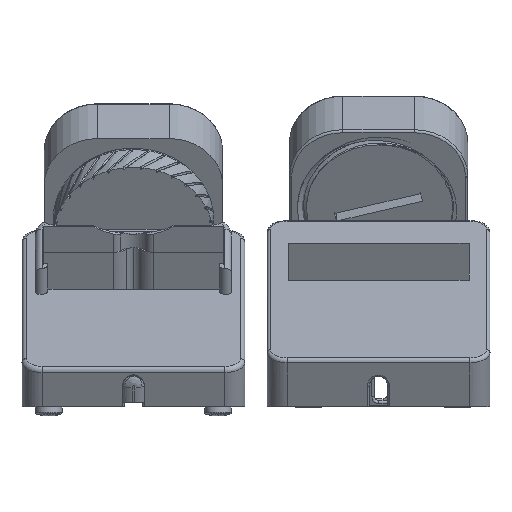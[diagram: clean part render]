
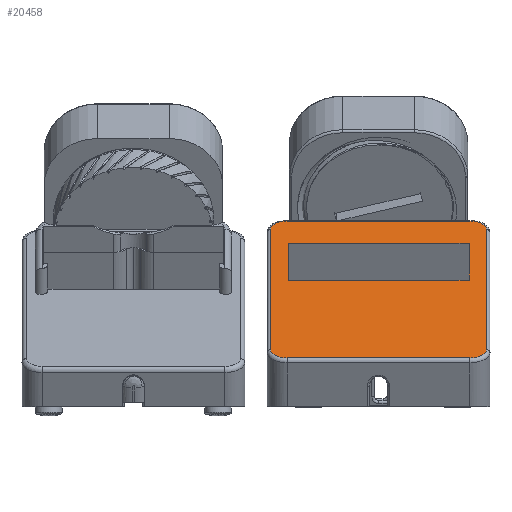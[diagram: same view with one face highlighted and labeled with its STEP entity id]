
A CAD part, left-side view. The second image highlights one B-rep face of the part: STEP entity #20458.
In plain terms, the highlighted face is planar.
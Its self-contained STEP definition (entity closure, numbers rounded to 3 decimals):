
#582=FACE_BOUND('',#3476,.T.);
#1165=PLANE('',#22804);
#2239=FACE_OUTER_BOUND('',#3475,.T.);
#3475=EDGE_LOOP('',(#18262,#18263,#18264,#18265,#18266,#18267,#18268,#18269));
#3476=EDGE_LOOP('',(#18270,#18271,#18272,#18273));
#4549=CIRCLE('',#22764,3.7);
#4553=CIRCLE('',#22770,3.7);
#4556=CIRCLE('',#22777,3.7);
#4560=CIRCLE('',#22783,3.7);
#6165=LINE('',#46989,#7660);
#6212=LINE('',#47257,#7707);
#6240=LINE('',#47358,#7735);
#6242=LINE('',#47369,#7737);
#6243=LINE('',#47381,#7738);
#6245=LINE('',#47389,#7740);
#6261=LINE('',#47429,#7756);
#6262=LINE('',#47431,#7757);
#7660=VECTOR('',#27967,10.);
#7707=VECTOR('',#28106,10.);
#7735=VECTOR('',#28210,10.);
#7737=VECTOR('',#28226,10.);
#7738=VECTOR('',#28241,10.);
#7740=VECTOR('',#28253,10.);
#7756=VECTOR('',#28305,10.);
#7757=VECTOR('',#28308,10.);
#9608=VERTEX_POINT('',#46986);
#9609=VERTEX_POINT('',#46988);
#9659=VERTEX_POINT('',#47254);
#9660=VERTEX_POINT('',#47256);
#9693=VERTEX_POINT('',#47349);
#9694=VERTEX_POINT('',#47352);
#9695=VERTEX_POINT('',#47356);
#9696=VERTEX_POINT('',#47360);
#9697=VERTEX_POINT('',#47368);
#9698=VERTEX_POINT('',#47372);
#9700=VERTEX_POINT('',#47378);
#9702=VERTEX_POINT('',#47384);
#12447=EDGE_CURVE('',#9608,#9609,#6165,.F.);
#12522=EDGE_CURVE('',#9660,#9659,#6212,.T.);
#12570=EDGE_CURVE('',#9694,#9693,#4549,.T.);
#12572=EDGE_CURVE('',#9693,#9695,#6240,.T.);
#12575=EDGE_CURVE('',#9695,#9696,#4553,.T.);
#12577=EDGE_CURVE('',#9694,#9697,#6242,.T.);
#12580=EDGE_CURVE('',#9697,#9698,#4556,.T.);
#12583=EDGE_CURVE('',#9698,#9700,#6243,.T.);
#12586=EDGE_CURVE('',#9700,#9702,#4560,.T.);
#12588=EDGE_CURVE('',#9702,#9696,#6245,.T.);
#12607=EDGE_CURVE('',#9659,#9609,#6261,.T.);
#12608=EDGE_CURVE('',#9660,#9608,#6262,.T.);
#18262=ORIENTED_EDGE('',*,*,#12583,.T.);
#18263=ORIENTED_EDGE('',*,*,#12586,.T.);
#18264=ORIENTED_EDGE('',*,*,#12588,.T.);
#18265=ORIENTED_EDGE('',*,*,#12575,.F.);
#18266=ORIENTED_EDGE('',*,*,#12572,.F.);
#18267=ORIENTED_EDGE('',*,*,#12570,.F.);
#18268=ORIENTED_EDGE('',*,*,#12577,.T.);
#18269=ORIENTED_EDGE('',*,*,#12580,.T.);
#18270=ORIENTED_EDGE('',*,*,#12522,.T.);
#18271=ORIENTED_EDGE('',*,*,#12607,.T.);
#18272=ORIENTED_EDGE('',*,*,#12447,.F.);
#18273=ORIENTED_EDGE('',*,*,#12608,.F.);
#20458=ADVANCED_FACE('',(#2239,#582),#1165,.T.);
#22764=AXIS2_PLACEMENT_3D('',#47354,#28204,#28205);
#22770=AXIS2_PLACEMENT_3D('',#47363,#28217,#28218);
#22777=AXIS2_PLACEMENT_3D('',#47375,#28233,#28234);
#22783=AXIS2_PLACEMENT_3D('',#47386,#28247,#28248);
#22804=AXIS2_PLACEMENT_3D('',#47430,#28306,#28307);
#27967=DIRECTION('',(0.,1.,0.));
#28106=DIRECTION('',(0.,-1.,0.));
#28204=DIRECTION('center_axis',(1.,0.,0.));
#28205=DIRECTION('ref_axis',(0.,-0.707,0.707));
#28210=DIRECTION('',(0.,0.,-1.));
#28217=DIRECTION('center_axis',(1.,0.,0.));
#28218=DIRECTION('ref_axis',(0.,-0.707,-0.707));
#28226=DIRECTION('',(0.,1.,0.));
#28233=DIRECTION('center_axis',(-1.,0.,0.));
#28234=DIRECTION('ref_axis',(0.,0.707,0.707));
#28241=DIRECTION('',(0.,0.,-1.));
#28247=DIRECTION('center_axis',(-1.,0.,0.));
#28248=DIRECTION('ref_axis',(0.,0.707,-0.707));
#28253=DIRECTION('',(0.,-1.,0.));
#28305=DIRECTION('',(0.,0.,-1.));
#28306=DIRECTION('center_axis',(-1.,0.,0.));
#28307=DIRECTION('ref_axis',(0.,0.,1.));
#28308=DIRECTION('',(0.,0.,-1.));
#46986=CARTESIAN_POINT('',(-10.75,129.3,-82.613));
#46988=CARTESIAN_POINT('',(-10.75,88.7,-82.613));
#46989=CARTESIAN_POINT('',(-10.75,109.,-82.613));
#47254=CARTESIAN_POINT('',(-10.75,88.7,-66.113));
#47256=CARTESIAN_POINT('',(-10.75,129.3,-66.113));
#47257=CARTESIAN_POINT('',(-10.75,109.,-66.113));
#47349=CARTESIAN_POINT('',(-10.75,84.8,-59.813));
#47352=CARTESIAN_POINT('',(-10.75,88.5,-56.113));
#47354=CARTESIAN_POINT('Origin',(-10.75,88.5,-59.813));
#47356=CARTESIAN_POINT('',(-10.75,84.8,-113.813));
#47358=CARTESIAN_POINT('',(-10.75,84.8,-79.813));
#47360=CARTESIAN_POINT('',(-10.75,88.5,-117.513));
#47363=CARTESIAN_POINT('Origin',(-10.75,88.5,-113.813));
#47368=CARTESIAN_POINT('',(-10.75,129.5,-56.113));
#47369=CARTESIAN_POINT('',(-10.75,120.5,-56.113));
#47372=CARTESIAN_POINT('',(-10.75,133.2,-59.813));
#47375=CARTESIAN_POINT('Origin',(-10.75,129.5,-59.813));
#47378=CARTESIAN_POINT('',(-10.75,133.2,-113.813));
#47381=CARTESIAN_POINT('',(-10.75,133.2,-79.813));
#47384=CARTESIAN_POINT('',(-10.75,129.5,-117.513));
#47386=CARTESIAN_POINT('Origin',(-10.75,129.5,-113.813));
#47389=CARTESIAN_POINT('',(-10.75,109.,-117.513));
#47429=CARTESIAN_POINT('',(-10.75,88.7,-75.513));
#47430=CARTESIAN_POINT('Origin',(-10.75,109.,-74.313));
#47431=CARTESIAN_POINT('',(-10.75,129.3,-75.513));
